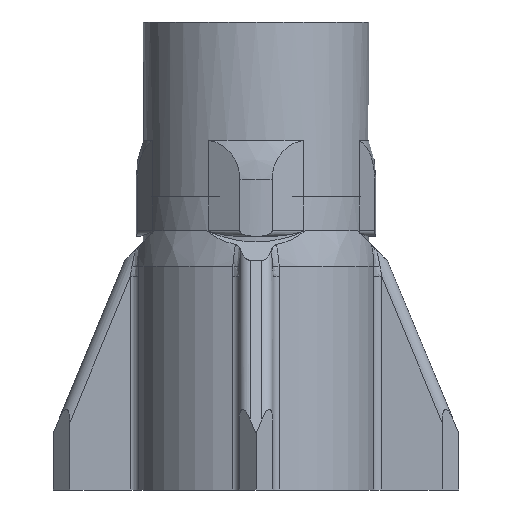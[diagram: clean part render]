
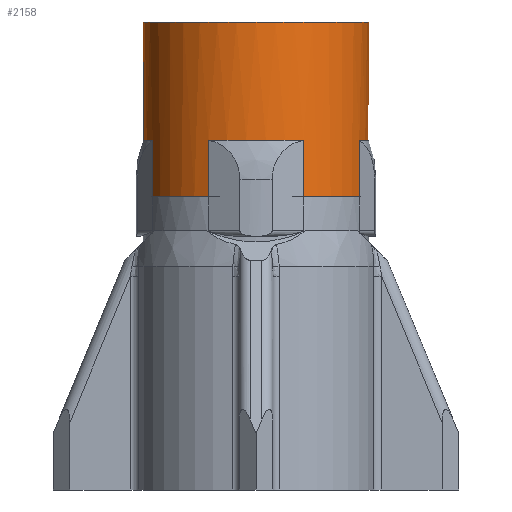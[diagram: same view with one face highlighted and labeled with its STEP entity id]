
A CAD part, left-side view. The second image highlights one B-rep face of the part: STEP entity #2158.
In plain terms, the highlighted cylindrical face has radius 50.8 mm (diameter 101.6 mm), a full revolution.
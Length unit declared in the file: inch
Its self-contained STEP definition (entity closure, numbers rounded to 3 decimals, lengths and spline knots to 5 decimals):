
#206=CYLINDRICAL_SURFACE('',#2360,2.);
#308=LINE('',#4137,#440);
#313=LINE('',#4215,#445);
#319=LINE('',#4319,#451);
#324=LINE('',#4403,#456);
#330=LINE('',#4483,#462);
#335=LINE('',#4537,#467);
#336=LINE('',#4541,#468);
#337=LINE('',#4544,#469);
#338=LINE('',#4549,#470);
#440=VECTOR('',#2762,0.3937);
#445=VECTOR('',#2777,0.3937);
#451=VECTOR('',#2797,0.3937);
#456=VECTOR('',#2812,0.3937);
#462=VECTOR('',#2836,0.3937);
#467=VECTOR('',#2855,0.3937);
#468=VECTOR('',#2860,2.);
#469=VECTOR('',#2863,0.3937);
#470=VECTOR('',#2870,0.3937);
#637=FACE_OUTER_BOUND('',#761,.T.);
#761=EDGE_LOOP('',(#1967,#1968,#1969,#1970,#1971,#1972,#1973,#1974,#1975,
#1976,#1977,#1978,#1979,#1980,#1981,#1982,#1983,#1984,#1985,#1986));
#819=CIRCLE('',#2323,2.);
#820=CIRCLE('',#2324,2.);
#823=CIRCLE('',#2329,2.);
#826=CIRCLE('',#2336,2.);
#829=CIRCLE('',#2341,2.);
#836=CIRCLE('',#2361,2.);
#837=CIRCLE('',#2362,2.);
#838=CIRCLE('',#2363,2.);
#839=CIRCLE('',#2364,2.);
#840=CIRCLE('',#2365,2.);
#1000=VERTEX_POINT('',#4064);
#1001=VERTEX_POINT('',#4087);
#1002=VERTEX_POINT('',#4089);
#1007=VERTEX_POINT('',#4135);
#1010=VERTEX_POINT('',#4152);
#1011=VERTEX_POINT('',#4171);
#1016=VERTEX_POINT('',#4213);
#1022=VERTEX_POINT('',#4256);
#1023=VERTEX_POINT('',#4277);
#1028=VERTEX_POINT('',#4317);
#1032=VERTEX_POINT('',#4347);
#1033=VERTEX_POINT('',#4370);
#1037=VERTEX_POINT('',#4401);
#1044=VERTEX_POINT('',#4475);
#1048=VERTEX_POINT('',#4512);
#1049=VERTEX_POINT('',#4539);
#1050=VERTEX_POINT('',#4542);
#1051=VERTEX_POINT('',#4547);
#1294=EDGE_CURVE('',#1001,#1000,#819,.T.);
#1295=EDGE_CURVE('',#1002,#1001,#820,.T.);
#1302=EDGE_CURVE('',#1000,#1007,#308,.T.);
#1306=EDGE_CURVE('',#1011,#1010,#823,.T.);
#1313=EDGE_CURVE('',#1010,#1016,#313,.T.);
#1321=EDGE_CURVE('',#1023,#1022,#826,.T.);
#1328=EDGE_CURVE('',#1022,#1028,#319,.T.);
#1333=EDGE_CURVE('',#1033,#1032,#829,.T.);
#1339=EDGE_CURVE('',#1032,#1037,#324,.T.);
#1352=EDGE_CURVE('',#1044,#1011,#330,.T.);
#1361=EDGE_CURVE('',#1048,#1033,#335,.T.);
#1362=EDGE_CURVE('',#1049,#1049,#836,.T.);
#1363=EDGE_CURVE('',#1049,#1001,#336,.T.);
#1364=EDGE_CURVE('',#1007,#1050,#837,.T.);
#1365=EDGE_CURVE('',#1050,#1023,#337,.T.);
#1366=EDGE_CURVE('',#1028,#1048,#838,.T.);
#1367=EDGE_CURVE('',#1037,#1044,#839,.T.);
#1368=EDGE_CURVE('',#1016,#1051,#840,.T.);
#1369=EDGE_CURVE('',#1051,#1002,#338,.T.);
#1967=ORIENTED_EDGE('',*,*,#1362,.F.);
#1968=ORIENTED_EDGE('',*,*,#1363,.T.);
#1969=ORIENTED_EDGE('',*,*,#1294,.T.);
#1970=ORIENTED_EDGE('',*,*,#1302,.T.);
#1971=ORIENTED_EDGE('',*,*,#1364,.T.);
#1972=ORIENTED_EDGE('',*,*,#1365,.T.);
#1973=ORIENTED_EDGE('',*,*,#1321,.T.);
#1974=ORIENTED_EDGE('',*,*,#1328,.T.);
#1975=ORIENTED_EDGE('',*,*,#1366,.T.);
#1976=ORIENTED_EDGE('',*,*,#1361,.T.);
#1977=ORIENTED_EDGE('',*,*,#1333,.T.);
#1978=ORIENTED_EDGE('',*,*,#1339,.T.);
#1979=ORIENTED_EDGE('',*,*,#1367,.T.);
#1980=ORIENTED_EDGE('',*,*,#1352,.T.);
#1981=ORIENTED_EDGE('',*,*,#1306,.T.);
#1982=ORIENTED_EDGE('',*,*,#1313,.T.);
#1983=ORIENTED_EDGE('',*,*,#1368,.T.);
#1984=ORIENTED_EDGE('',*,*,#1369,.T.);
#1985=ORIENTED_EDGE('',*,*,#1295,.T.);
#1986=ORIENTED_EDGE('',*,*,#1363,.F.);
#2158=ADVANCED_FACE('',(#637),#206,.T.);
#2323=AXIS2_PLACEMENT_3D('',#4088,#2751,#2752);
#2324=AXIS2_PLACEMENT_3D('',#4090,#2753,#2754);
#2329=AXIS2_PLACEMENT_3D('',#4172,#2768,#2769);
#2336=AXIS2_PLACEMENT_3D('',#4278,#2788,#2789);
#2341=AXIS2_PLACEMENT_3D('',#4371,#2803,#2804);
#2360=AXIS2_PLACEMENT_3D('',#4538,#2856,#2857);
#2361=AXIS2_PLACEMENT_3D('',#4540,#2858,#2859);
#2362=AXIS2_PLACEMENT_3D('',#4543,#2861,#2862);
#2363=AXIS2_PLACEMENT_3D('',#4545,#2864,#2865);
#2364=AXIS2_PLACEMENT_3D('',#4546,#2866,#2867);
#2365=AXIS2_PLACEMENT_3D('',#4548,#2868,#2869);
#2751=DIRECTION('center_axis',(0.,0.,1.));
#2752=DIRECTION('ref_axis',(-1.,0.,0.));
#2753=DIRECTION('center_axis',(0.,0.,1.));
#2754=DIRECTION('ref_axis',(-1.,0.,0.));
#2762=DIRECTION('',(0.,0.,-1.));
#2768=DIRECTION('center_axis',(0.,0.,1.));
#2769=DIRECTION('ref_axis',(-1.,0.,0.));
#2777=DIRECTION('',(0.,0.,-1.));
#2788=DIRECTION('center_axis',(0.,0.,1.));
#2789=DIRECTION('ref_axis',(-1.,0.,0.));
#2797=DIRECTION('',(0.,0.,-1.));
#2803=DIRECTION('center_axis',(0.,0.,1.));
#2804=DIRECTION('ref_axis',(-1.,0.,0.));
#2812=DIRECTION('',(0.,0.,-1.));
#2836=DIRECTION('',(0.,0.,1.));
#2855=DIRECTION('',(0.,0.,1.));
#2856=DIRECTION('center_axis',(0.,0.,1.));
#2857=DIRECTION('ref_axis',(-1.,0.,0.));
#2858=DIRECTION('center_axis',(0.,0.,1.));
#2859=DIRECTION('ref_axis',(-1.,0.,0.));
#2860=DIRECTION('',(0.,0.,-1.));
#2861=DIRECTION('center_axis',(0.,0.,1.));
#2862=DIRECTION('ref_axis',(-1.,0.,0.));
#2863=DIRECTION('',(0.,0.,1.));
#2864=DIRECTION('center_axis',(0.,0.,1.));
#2865=DIRECTION('ref_axis',(-1.,0.,0.));
#2866=DIRECTION('center_axis',(0.,0.,1.));
#2867=DIRECTION('ref_axis',(-1.,0.,0.));
#2868=DIRECTION('center_axis',(0.,0.,1.));
#2869=DIRECTION('ref_axis',(-1.,0.,0.));
#2870=DIRECTION('',(0.,0.,1.));
#4064=CARTESIAN_POINT('',(1.81495,0.84022,6.2));
#4087=CARTESIAN_POINT('',(2.,0.,6.2));
#4088=CARTESIAN_POINT('Origin',(0.,0.,6.2));
#4089=CARTESIAN_POINT('',(1.81495,-0.84022,6.2));
#4090=CARTESIAN_POINT('Origin',(0.,0.,6.2));
#4135=CARTESIAN_POINT('',(1.81495,0.84022,5.2));
#4137=CARTESIAN_POINT('',(1.81495,0.84022,5.2));
#4152=CARTESIAN_POINT('',(0.80339,-1.83155,6.2));
#4171=CARTESIAN_POINT('',(-0.80339,-1.83155,6.2));
#4172=CARTESIAN_POINT('Origin',(0.,0.,6.2));
#4213=CARTESIAN_POINT('',(0.80339,-1.83155,5.2));
#4215=CARTESIAN_POINT('',(0.80339,-1.83155,5.2));
#4256=CARTESIAN_POINT('',(-0.80339,1.83155,6.2));
#4277=CARTESIAN_POINT('',(0.80339,1.83155,6.2));
#4278=CARTESIAN_POINT('Origin',(0.,0.,6.2));
#4317=CARTESIAN_POINT('',(-0.80339,1.83155,5.2));
#4319=CARTESIAN_POINT('',(-0.80339,1.83155,5.2));
#4347=CARTESIAN_POINT('',(-1.81495,-0.84022,6.2));
#4370=CARTESIAN_POINT('',(-1.81495,0.84022,6.2));
#4371=CARTESIAN_POINT('Origin',(0.,0.,6.2));
#4401=CARTESIAN_POINT('',(-1.81495,-0.84022,5.2));
#4403=CARTESIAN_POINT('',(-1.81495,-0.84022,5.2));
#4475=CARTESIAN_POINT('',(-0.80339,-1.83155,5.2));
#4483=CARTESIAN_POINT('',(-0.80339,-1.83155,5.2));
#4512=CARTESIAN_POINT('',(-1.81495,0.84022,5.2));
#4537=CARTESIAN_POINT('',(-1.81495,0.84022,5.2));
#4538=CARTESIAN_POINT('Origin',(0.,0.,5.2));
#4539=CARTESIAN_POINT('',(2.,0.,8.3));
#4540=CARTESIAN_POINT('Origin',(0.,0.,8.3));
#4541=CARTESIAN_POINT('',(2.,0.,5.2));
#4542=CARTESIAN_POINT('',(0.80339,1.83155,5.2));
#4543=CARTESIAN_POINT('Origin',(0.,0.,5.2));
#4544=CARTESIAN_POINT('',(0.80339,1.83155,5.2));
#4545=CARTESIAN_POINT('Origin',(0.,0.,5.2));
#4546=CARTESIAN_POINT('Origin',(0.,0.,5.2));
#4547=CARTESIAN_POINT('',(1.81495,-0.84022,5.2));
#4548=CARTESIAN_POINT('Origin',(0.,0.,5.2));
#4549=CARTESIAN_POINT('',(1.81495,-0.84022,5.2));
